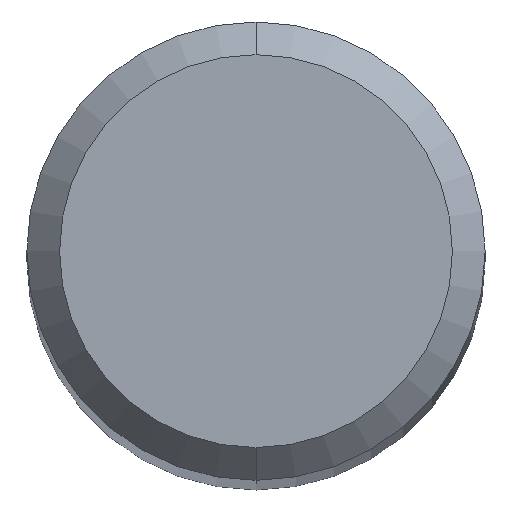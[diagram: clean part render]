
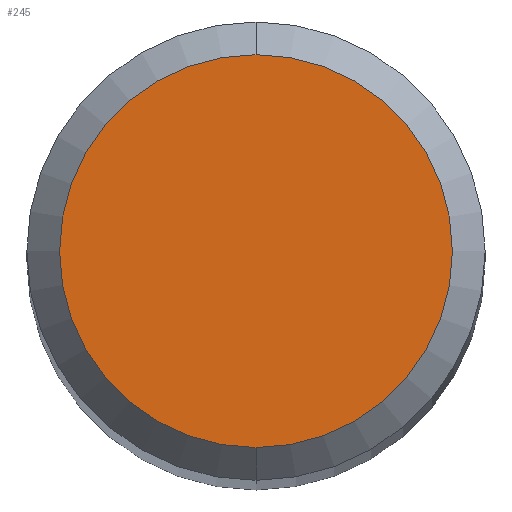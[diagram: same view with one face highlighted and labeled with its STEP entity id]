
A CAD part, top view. The second image highlights one B-rep face of the part: STEP entity #245.
In plain terms, the highlighted planar face has unit normal (0, 0, 1).
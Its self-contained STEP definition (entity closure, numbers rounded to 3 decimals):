
#245=ADVANCED_FACE('',(#637),#638,.T.);
#257=VERTEX_POINT('',#652);
#357=VERTEX_POINT('',#761);
#385=EDGE_CURVE('',#257,#357,#791,.T.);
#481=EDGE_CURVE('',#357,#257,#896,.T.);
#637=FACE_OUTER_BOUND('',#1088,.T.);
#638=PLANE('',#1089);
#652=CARTESIAN_POINT('',(0.,-1.2,0.0));
#761=CARTESIAN_POINT('',(0.0,1.2,0.0));
#791=CIRCLE('',#1391,1.2);
#896=CIRCLE('',#1562,1.2);
#1088=EDGE_LOOP('',(#1827,#1828));
#1089=AXIS2_PLACEMENT_3D('',#1829,#1830,#1831);
#1391=AXIS2_PLACEMENT_3D('',#1987,#1988,#1989);
#1562=AXIS2_PLACEMENT_3D('',#2109,#2110,#2111);
#1827=ORIENTED_EDGE('',*,*,#481,.F.);
#1828=ORIENTED_EDGE('',*,*,#385,.F.);
#1829=CARTESIAN_POINT('',(0.0,0.6,0.0));
#1830=DIRECTION('',(-0.0,0.0,1.0));
#1831=DIRECTION('',(0.0,-1.0,0.0));
#1987=CARTESIAN_POINT('',(0.0,0.0,0.0));
#1988=DIRECTION('',(0.0,0.0,-1.0));
#1989=DIRECTION('',(0.0,1.0,0.0));
#2109=CARTESIAN_POINT('',(0.0,0.0,0.0));
#2110=DIRECTION('',(0.0,0.0,-1.0));
#2111=DIRECTION('',(0.0,1.0,0.0));
